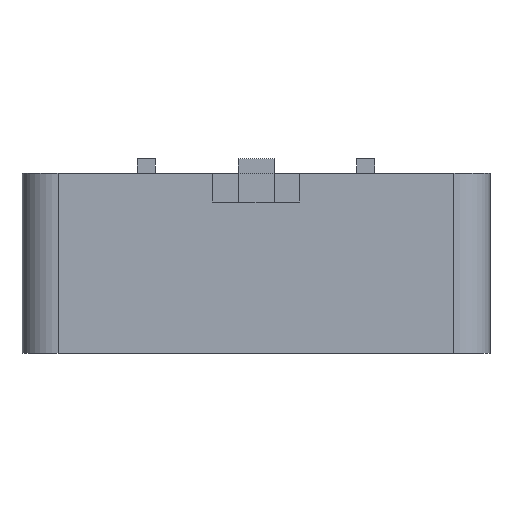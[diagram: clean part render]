
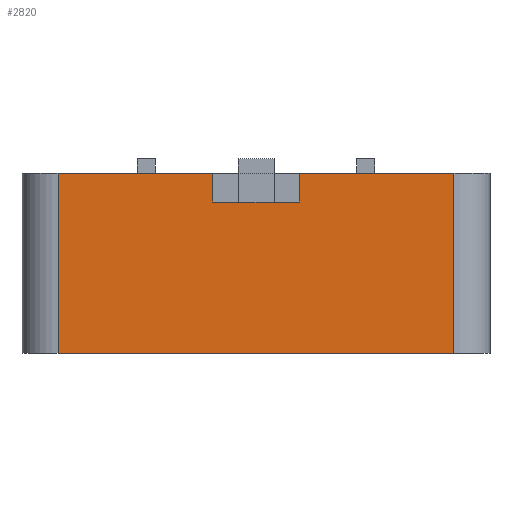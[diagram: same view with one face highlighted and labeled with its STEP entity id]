
A CAD part, left-side view. The second image highlights one B-rep face of the part: STEP entity #2820.
In plain terms, the highlighted planar face has unit normal (-1, 0, 0).
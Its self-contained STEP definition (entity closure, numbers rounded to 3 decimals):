
#1360 = VERTEX_POINT('',#1361);
#1361 = CARTESIAN_POINT('',(-57.5,6.,21.));
#1367 = EDGE_CURVE('',#1360,#1368,#1370,.T.);
#1368 = VERTEX_POINT('',#1369);
#1369 = CARTESIAN_POINT('',(-57.5,6.,25.));
#1370 = LINE('',#1371,#1372);
#1371 = CARTESIAN_POINT('',(-57.5,6.,21.));
#1372 = VECTOR('',#1373,1.);
#1373 = DIRECTION('',(0.,0.,1.));
#2074 = VERTEX_POINT('',#2075);
#2075 = CARTESIAN_POINT('',(-57.5,-6.,25.));
#2081 = EDGE_CURVE('',#2074,#2082,#2084,.T.);
#2082 = VERTEX_POINT('',#2083);
#2083 = CARTESIAN_POINT('',(-57.5,-6.,21.));
#2084 = LINE('',#2085,#2086);
#2085 = CARTESIAN_POINT('',(-57.5,-6.,25.));
#2086 = VECTOR('',#2087,1.);
#2087 = DIRECTION('',(0.,0.,-1.));
#2572 = EDGE_CURVE('',#2082,#1360,#2573,.T.);
#2573 = LINE('',#2574,#2575);
#2574 = CARTESIAN_POINT('',(-57.5,-6.,21.));
#2575 = VECTOR('',#2576,1.);
#2576 = DIRECTION('',(0.,1.,0.));
#2648 = EDGE_CURVE('',#2074,#2649,#2651,.T.);
#2649 = VERTEX_POINT('',#2650);
#2650 = CARTESIAN_POINT('',(-57.5,-27.5,25.));
#2651 = LINE('',#2652,#2653);
#2652 = CARTESIAN_POINT('',(-57.5,32.5,25.));
#2653 = VECTOR('',#2654,1.);
#2654 = DIRECTION('',(0.,-1.,0.));
#2708 = VERTEX_POINT('',#2709);
#2709 = CARTESIAN_POINT('',(-57.5,27.5,25.));
#2716 = EDGE_CURVE('',#2708,#1368,#2717,.T.);
#2717 = LINE('',#2718,#2719);
#2718 = CARTESIAN_POINT('',(-57.5,32.5,25.));
#2719 = VECTOR('',#2720,1.);
#2720 = DIRECTION('',(0.,-1.,0.));
#2820 = ADVANCED_FACE('',(#2821),#2850,.F.);
#2821 = FACE_BOUND('',#2822,.F.);
#2822 = EDGE_LOOP('',(#2823,#2833,#2839,#2840,#2841,#2842,#2843,#2844));
#2823 = ORIENTED_EDGE('',*,*,#2824,.F.);
#2824 = EDGE_CURVE('',#2825,#2827,#2829,.T.);
#2825 = VERTEX_POINT('',#2826);
#2826 = CARTESIAN_POINT('',(-57.5,27.5,0.));
#2827 = VERTEX_POINT('',#2828);
#2828 = CARTESIAN_POINT('',(-57.5,-27.5,0.));
#2829 = LINE('',#2830,#2831);
#2830 = CARTESIAN_POINT('',(-57.5,32.5,0.));
#2831 = VECTOR('',#2832,1.);
#2832 = DIRECTION('',(0.,-1.,0.));
#2833 = ORIENTED_EDGE('',*,*,#2834,.T.);
#2834 = EDGE_CURVE('',#2825,#2708,#2835,.T.);
#2835 = LINE('',#2836,#2837);
#2836 = CARTESIAN_POINT('',(-57.5,27.5,0.));
#2837 = VECTOR('',#2838,1.);
#2838 = DIRECTION('',(0.,0.,1.));
#2839 = ORIENTED_EDGE('',*,*,#2716,.T.);
#2840 = ORIENTED_EDGE('',*,*,#1367,.F.);
#2841 = ORIENTED_EDGE('',*,*,#2572,.F.);
#2842 = ORIENTED_EDGE('',*,*,#2081,.F.);
#2843 = ORIENTED_EDGE('',*,*,#2648,.T.);
#2844 = ORIENTED_EDGE('',*,*,#2845,.F.);
#2845 = EDGE_CURVE('',#2827,#2649,#2846,.T.);
#2846 = LINE('',#2847,#2848);
#2847 = CARTESIAN_POINT('',(-57.5,-27.5,0.));
#2848 = VECTOR('',#2849,1.);
#2849 = DIRECTION('',(0.,0.,1.));
#2850 = PLANE('',#2851);
#2851 = AXIS2_PLACEMENT_3D('',#2852,#2853,#2854);
#2852 = CARTESIAN_POINT('',(-57.5,32.5,0.));
#2853 = DIRECTION('',(1.,0.,0.));
#2854 = DIRECTION('',(0.,-1.,0.));
